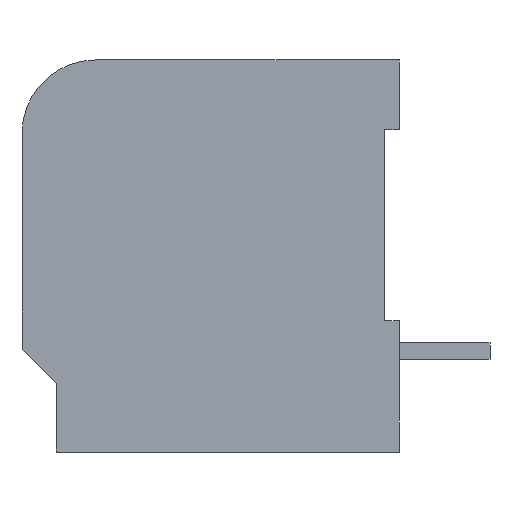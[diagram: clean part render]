
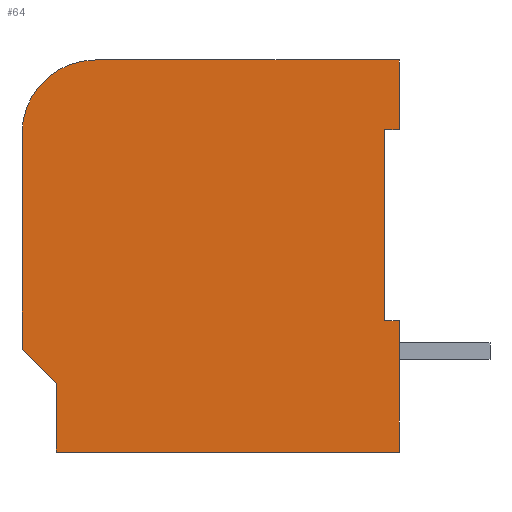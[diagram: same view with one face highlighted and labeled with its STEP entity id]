
A CAD part, left-side view. The second image highlights one B-rep face of the part: STEP entity #64.
In plain terms, the highlighted planar face has unit normal (-1, 0, 0).
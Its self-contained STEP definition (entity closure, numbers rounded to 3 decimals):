
#64=ADVANCED_FACE('',(#337),#338,.F.);
#337=FACE_OUTER_BOUND('',#860,.T.);
#338=PLANE('',#861);
#860=EDGE_LOOP('',(#1471,#1472,#1473,#1474,#1475,#1476,#1477,#1478,#1479,#1480,#1481));
#861=AXIS2_PLACEMENT_3D('',#1482,#1483,#1484);
#1471=ORIENTED_EDGE('',*,*,#3587,.T.);
#1472=ORIENTED_EDGE('',*,*,#3588,.F.);
#1473=ORIENTED_EDGE('',*,*,#3589,.F.);
#1474=ORIENTED_EDGE('',*,*,#3590,.F.);
#1475=ORIENTED_EDGE('',*,*,#3591,.F.);
#1476=ORIENTED_EDGE('',*,*,#3592,.T.);
#1477=ORIENTED_EDGE('',*,*,#3593,.F.);
#1478=ORIENTED_EDGE('',*,*,#3594,.F.);
#1479=ORIENTED_EDGE('',*,*,#3595,.F.);
#1480=ORIENTED_EDGE('',*,*,#3596,.F.);
#1481=ORIENTED_EDGE('',*,*,#3597,.F.);
#1482=CARTESIAN_POINT('',(-12.04,0.0,0.0));
#1483=DIRECTION('',(1.0,0.0,0.0));
#1484=DIRECTION('',(0.0,1.0,0.0));
#3587=EDGE_CURVE('',#4358,#4359,#4360,.T.);
#3588=EDGE_CURVE('',#4361,#4359,#4362,.T.);
#3589=EDGE_CURVE('',#4363,#4361,#4364,.T.);
#3590=EDGE_CURVE('',#4365,#4363,#4366,.T.);
#3591=EDGE_CURVE('',#4367,#4365,#4368,.T.);
#3592=EDGE_CURVE('',#4367,#4369,#4370,.T.);
#3593=EDGE_CURVE('',#4371,#4369,#4372,.T.);
#3594=EDGE_CURVE('',#4373,#4371,#4374,.T.);
#3595=EDGE_CURVE('',#4375,#4373,#4376,.T.);
#3596=EDGE_CURVE('',#4377,#4375,#4378,.T.);
#3597=EDGE_CURVE('',#4358,#4377,#4379,.T.);
#4358=VERTEX_POINT('',#5563);
#4359=VERTEX_POINT('',#5564);
#4360=LINE('',#5565,#5566);
#4361=VERTEX_POINT('',#5567);
#4362=CIRCLE('',#5568,3.81);
#4363=VERTEX_POINT('',#5569);
#4364=LINE('',#5570,#5571);
#4365=VERTEX_POINT('',#5572);
#4366=LINE('',#5573,#5574);
#4367=VERTEX_POINT('',#5575);
#4368=LINE('',#5576,#5577);
#4369=VERTEX_POINT('',#5578);
#4370=LINE('',#5579,#5580);
#4371=VERTEX_POINT('',#5581);
#4372=LINE('',#5582,#5583);
#4373=VERTEX_POINT('',#5584);
#4374=LINE('',#5585,#5586);
#4375=VERTEX_POINT('',#5587);
#4376=LINE('',#5588,#5589);
#4377=VERTEX_POINT('',#5590);
#4378=LINE('',#5591,#5592);
#4379=LINE('',#5593,#5594);
#5563=CARTESIAN_POINT('',(-12.04,0.0,0.0));
#5564=CARTESIAN_POINT('',(-12.04,15.748,0.0));
#5565=CARTESIAN_POINT('',(-12.04,0.0,0.0));
#5566=VECTOR('',#7313,15.748);
#5567=CARTESIAN_POINT('',(-12.04,19.558,-3.81));
#5568=AXIS2_PLACEMENT_3D('',#7314,#7315,#7316);
#5569=CARTESIAN_POINT('',(-12.04,19.558,-14.986));
#5570=CARTESIAN_POINT('',(-12.04,19.558,-14.986));
#5571=VECTOR('',#7317,11.176);
#5572=CARTESIAN_POINT('',(-12.04,17.78,-16.764));
#5573=CARTESIAN_POINT('',(-12.04,17.78,-16.764));
#5574=VECTOR('',#7318,2.514);
#5575=CARTESIAN_POINT('',(-12.04,17.78,-20.32));
#5576=CARTESIAN_POINT('',(-12.04,17.78,-20.32));
#5577=VECTOR('',#7319,3.556);
#5578=CARTESIAN_POINT('',(-12.04,0.0,-20.32));
#5579=CARTESIAN_POINT('',(-12.04,17.78,-20.32));
#5580=VECTOR('',#7320,17.78);
#5581=CARTESIAN_POINT('',(-12.04,0.0,-13.526));
#5582=CARTESIAN_POINT('',(-12.04,0.0,-13.526));
#5583=VECTOR('',#7321,6.795);
#5584=CARTESIAN_POINT('',(-12.04,0.762,-13.526));
#5585=CARTESIAN_POINT('',(-12.04,0.762,-13.526));
#5586=VECTOR('',#7322,0.762);
#5587=CARTESIAN_POINT('',(-12.04,0.762,-3.62));
#5588=CARTESIAN_POINT('',(-12.04,0.762,-3.62));
#5589=VECTOR('',#7323,9.906);
#5590=CARTESIAN_POINT('',(-12.04,0.0,-3.62));
#5591=CARTESIAN_POINT('',(-12.04,0.0,-3.62));
#5592=VECTOR('',#7324,0.762);
#5593=CARTESIAN_POINT('',(-12.04,0.0,0.0));
#5594=VECTOR('',#7325,3.62);
#7313=DIRECTION('',(0.0,1.0,0.0));
#7314=CARTESIAN_POINT('',(-12.04,15.748,-3.81));
#7315=DIRECTION('',(1.0,0.0,0.0));
#7316=DIRECTION('',(0.0,1.0,0.0));
#7317=DIRECTION('',(0.0,0.0,1.0));
#7318=DIRECTION('',(0.0,0.707,0.707));
#7319=DIRECTION('',(0.0,0.0,1.0));
#7320=DIRECTION('',(0.0,-1.0,0.0));
#7321=DIRECTION('',(0.0,0.0,-1.0));
#7322=DIRECTION('',(0.0,-1.0,0.0));
#7323=DIRECTION('',(0.0,0.0,-1.0));
#7324=DIRECTION('',(0.0,1.0,0.0));
#7325=DIRECTION('',(0.0,0.0,-1.0));
